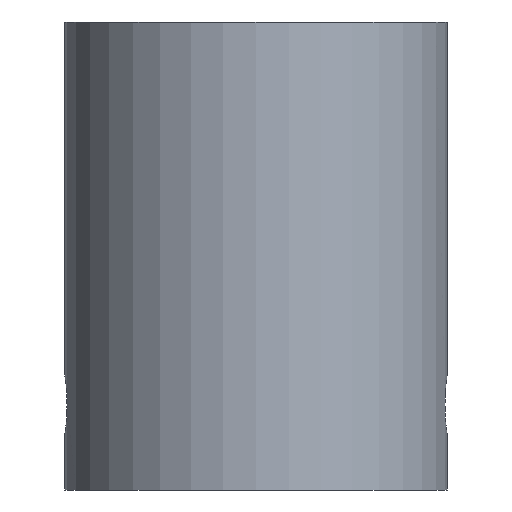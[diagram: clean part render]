
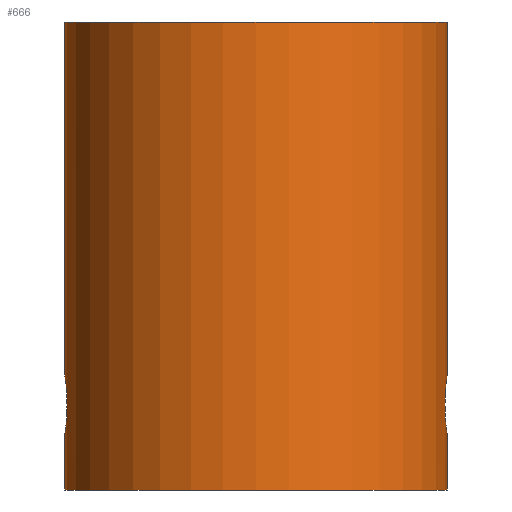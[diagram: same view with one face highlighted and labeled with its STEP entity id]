
A CAD part, left-side view. The second image highlights one B-rep face of the part: STEP entity #666.
In plain terms, the highlighted cylindrical face has radius 22.5 mm (diameter 45 mm), a full revolution.
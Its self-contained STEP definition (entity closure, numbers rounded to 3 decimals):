
#15=B_SPLINE_CURVE_WITH_KNOTS('',3,(#1162,#1163,#1164,#1165,#1166,#1167,
#1168,#1169,#1170,#1171,#1172,#1173,#1174,#1175,#1176,#1177,#1178,#1179,
#1180,#1181,#1182,#1183,#1184,#1185,#1186,#1187,#1188,#1189,#1190,#1191,
#1192,#1193,#1194,#1195),.UNSPECIFIED.,.T.,.F.,(4,2,2,2,2,2,2,2,2,2,2,2,
2,2,2,2,4),(0.,0.142,0.283,0.425,0.566,
0.708,0.849,0.991,1.132,1.274,
1.415,1.557,1.699,1.84,1.982,
2.123,2.265),.UNSPECIFIED.);
#16=B_SPLINE_CURVE_WITH_KNOTS('',3,(#1198,#1199,#1200,#1201,#1202,#1203,
#1204,#1205,#1206,#1207,#1208,#1209,#1210,#1211,#1212,#1213,#1214,#1215),
 .UNSPECIFIED.,.F.,.F.,(4,2,2,2,2,2,2,2,4),(0.,0.142,0.283,
0.425,0.566,0.708,0.849,
0.991,1.132),.UNSPECIFIED.);
#17=B_SPLINE_CURVE_WITH_KNOTS('',3,(#1216,#1217,#1218,#1219,#1220,#1221,
#1222,#1223,#1224,#1225,#1226,#1227,#1228,#1229,#1230,#1231,#1232,#1233),
 .UNSPECIFIED.,.F.,.F.,(4,2,2,2,2,2,2,2,4),(1.132,1.274,
1.415,1.557,1.698,1.84,1.982,
2.123,2.265),.UNSPECIFIED.);
#34=CYLINDRICAL_SURFACE('',#768,22.5);
#49=FACE_BOUND('',#177,.T.);
#50=FACE_BOUND('',#178,.T.);
#95=CIRCLE('',#761,22.5);
#96=CIRCLE('',#763,22.5);
#129=FACE_OUTER_BOUND('',#176,.T.);
#176=EDGE_LOOP('',(#600,#601,#602,#603));
#177=EDGE_LOOP('',(#604));
#178=EDGE_LOOP('',(#605,#606));
#227=LINE('',#1160,#272);
#272=VECTOR('',#969,22.5);
#331=VERTEX_POINT('',#1150);
#332=VERTEX_POINT('',#1153);
#333=VERTEX_POINT('',#1161);
#334=VERTEX_POINT('',#1196);
#335=VERTEX_POINT('',#1197);
#422=EDGE_CURVE('',#331,#331,#95,.T.);
#423=EDGE_CURVE('',#332,#332,#96,.T.);
#424=EDGE_CURVE('',#332,#331,#227,.T.);
#425=EDGE_CURVE('',#333,#333,#15,.T.);
#426=EDGE_CURVE('',#334,#335,#16,.T.);
#427=EDGE_CURVE('',#335,#334,#17,.T.);
#600=ORIENTED_EDGE('',*,*,#423,.F.);
#601=ORIENTED_EDGE('',*,*,#424,.T.);
#602=ORIENTED_EDGE('',*,*,#422,.F.);
#603=ORIENTED_EDGE('',*,*,#424,.F.);
#604=ORIENTED_EDGE('',*,*,#425,.F.);
#605=ORIENTED_EDGE('',*,*,#426,.F.);
#606=ORIENTED_EDGE('',*,*,#427,.F.);
#666=ADVANCED_FACE('',(#129,#49,#50),#34,.T.);
#761=AXIS2_PLACEMENT_3D('',#1151,#953,#954);
#763=AXIS2_PLACEMENT_3D('',#1154,#957,#958);
#768=AXIS2_PLACEMENT_3D('',#1159,#967,#968);
#953=DIRECTION('center_axis',(0.,0.,1.));
#954=DIRECTION('ref_axis',(1.,0.,0.));
#957=DIRECTION('center_axis',(0.,0.,-1.));
#958=DIRECTION('ref_axis',(1.,0.,0.));
#967=DIRECTION('center_axis',(0.,0.,1.));
#968=DIRECTION('ref_axis',(1.,0.,0.));
#969=DIRECTION('',(0.,0.,1.));
#1150=CARTESIAN_POINT('',(-0.959,25.,15.));
#1151=CARTESIAN_POINT('Origin',(21.541,25.,15.));
#1153=CARTESIAN_POINT('',(-0.959,25.,-40.));
#1154=CARTESIAN_POINT('Origin',(21.541,25.,-40.));
#1159=CARTESIAN_POINT('Origin',(21.541,25.,-40.));
#1160=CARTESIAN_POINT('',(-0.959,25.,-40.));
#1161=CARTESIAN_POINT('',(17.941,2.79,-30.));
#1162=CARTESIAN_POINT('Ctrl Pts',(17.941,2.79,-30.));
#1163=CARTESIAN_POINT('Ctrl Pts',(17.941,2.79,-30.472));
#1164=CARTESIAN_POINT('Ctrl Pts',(18.035,2.774,-30.974));
#1165=CARTESIAN_POINT('Ctrl Pts',(18.418,2.717,-31.898));
#1166=CARTESIAN_POINT('Ctrl Pts',(18.707,2.677,-32.319));
#1167=CARTESIAN_POINT('Ctrl Pts',(19.372,2.602,-32.984));
#1168=CARTESIAN_POINT('Ctrl Pts',(19.793,2.563,-33.273));
#1169=CARTESIAN_POINT('Ctrl Pts',(20.717,2.51,-33.656));
#1170=CARTESIAN_POINT('Ctrl Pts',(21.219,2.497,-33.75));
#1171=CARTESIAN_POINT('Ctrl Pts',(22.163,2.504,-33.75));
#1172=CARTESIAN_POINT('Ctrl Pts',(22.665,2.523,-33.655));
#1173=CARTESIAN_POINT('Ctrl Pts',(23.589,2.589,-33.272));
#1174=CARTESIAN_POINT('Ctrl Pts',(24.01,2.633,-32.984));
#1175=CARTESIAN_POINT('Ctrl Pts',(24.675,2.717,-32.319));
#1176=CARTESIAN_POINT('Ctrl Pts',(24.963,2.761,-31.898));
#1177=CARTESIAN_POINT('Ctrl Pts',(25.346,2.823,-30.974));
#1178=CARTESIAN_POINT('Ctrl Pts',(25.441,2.841,-30.472));
#1179=CARTESIAN_POINT('Ctrl Pts',(25.441,2.841,-29.528));
#1180=CARTESIAN_POINT('Ctrl Pts',(25.346,2.823,-29.026));
#1181=CARTESIAN_POINT('Ctrl Pts',(24.963,2.761,-28.102));
#1182=CARTESIAN_POINT('Ctrl Pts',(24.675,2.717,-27.681));
#1183=CARTESIAN_POINT('Ctrl Pts',(24.01,2.633,-27.016));
#1184=CARTESIAN_POINT('Ctrl Pts',(23.589,2.589,-26.728));
#1185=CARTESIAN_POINT('Ctrl Pts',(22.665,2.523,-26.345));
#1186=CARTESIAN_POINT('Ctrl Pts',(22.163,2.504,-26.25));
#1187=CARTESIAN_POINT('Ctrl Pts',(21.219,2.497,-26.25));
#1188=CARTESIAN_POINT('Ctrl Pts',(20.717,2.51,-26.344));
#1189=CARTESIAN_POINT('Ctrl Pts',(19.793,2.563,-26.727));
#1190=CARTESIAN_POINT('Ctrl Pts',(19.372,2.602,-27.016));
#1191=CARTESIAN_POINT('Ctrl Pts',(18.707,2.677,-27.681));
#1192=CARTESIAN_POINT('Ctrl Pts',(18.418,2.717,-28.102));
#1193=CARTESIAN_POINT('Ctrl Pts',(18.035,2.774,-29.026));
#1194=CARTESIAN_POINT('Ctrl Pts',(17.941,2.79,-29.528));
#1195=CARTESIAN_POINT('Ctrl Pts',(17.941,2.79,-30.));
#1196=CARTESIAN_POINT('',(25.441,47.159,-30.));
#1197=CARTESIAN_POINT('',(17.941,47.21,-30.));
#1198=CARTESIAN_POINT('Ctrl Pts',(25.441,47.159,-30.));
#1199=CARTESIAN_POINT('Ctrl Pts',(25.441,47.159,-30.472));
#1200=CARTESIAN_POINT('Ctrl Pts',(25.346,47.177,-30.974));
#1201=CARTESIAN_POINT('Ctrl Pts',(24.963,47.239,-31.898));
#1202=CARTESIAN_POINT('Ctrl Pts',(24.675,47.283,-32.319));
#1203=CARTESIAN_POINT('Ctrl Pts',(24.01,47.367,-32.984));
#1204=CARTESIAN_POINT('Ctrl Pts',(23.589,47.411,-33.272));
#1205=CARTESIAN_POINT('Ctrl Pts',(22.665,47.477,-33.655));
#1206=CARTESIAN_POINT('Ctrl Pts',(22.163,47.496,-33.75));
#1207=CARTESIAN_POINT('Ctrl Pts',(21.219,47.503,-33.75));
#1208=CARTESIAN_POINT('Ctrl Pts',(20.717,47.49,-33.656));
#1209=CARTESIAN_POINT('Ctrl Pts',(19.793,47.437,-33.273));
#1210=CARTESIAN_POINT('Ctrl Pts',(19.372,47.398,-32.984));
#1211=CARTESIAN_POINT('Ctrl Pts',(18.707,47.323,-32.319));
#1212=CARTESIAN_POINT('Ctrl Pts',(18.418,47.283,-31.898));
#1213=CARTESIAN_POINT('Ctrl Pts',(18.035,47.226,-30.974));
#1214=CARTESIAN_POINT('Ctrl Pts',(17.941,47.21,-30.472));
#1215=CARTESIAN_POINT('Ctrl Pts',(17.941,47.21,-30.));
#1216=CARTESIAN_POINT('Ctrl Pts',(17.941,47.21,-30.));
#1217=CARTESIAN_POINT('Ctrl Pts',(17.941,47.21,-29.528));
#1218=CARTESIAN_POINT('Ctrl Pts',(18.035,47.226,-29.026));
#1219=CARTESIAN_POINT('Ctrl Pts',(18.418,47.283,-28.102));
#1220=CARTESIAN_POINT('Ctrl Pts',(18.707,47.323,-27.681));
#1221=CARTESIAN_POINT('Ctrl Pts',(19.372,47.398,-27.016));
#1222=CARTESIAN_POINT('Ctrl Pts',(19.793,47.437,-26.727));
#1223=CARTESIAN_POINT('Ctrl Pts',(20.717,47.49,-26.344));
#1224=CARTESIAN_POINT('Ctrl Pts',(21.219,47.503,-26.25));
#1225=CARTESIAN_POINT('Ctrl Pts',(22.163,47.496,-26.25));
#1226=CARTESIAN_POINT('Ctrl Pts',(22.665,47.477,-26.345));
#1227=CARTESIAN_POINT('Ctrl Pts',(23.589,47.411,-26.728));
#1228=CARTESIAN_POINT('Ctrl Pts',(24.01,47.367,-27.016));
#1229=CARTESIAN_POINT('Ctrl Pts',(24.675,47.283,-27.681));
#1230=CARTESIAN_POINT('Ctrl Pts',(24.963,47.239,-28.102));
#1231=CARTESIAN_POINT('Ctrl Pts',(25.346,47.177,-29.026));
#1232=CARTESIAN_POINT('Ctrl Pts',(25.441,47.159,-29.528));
#1233=CARTESIAN_POINT('Ctrl Pts',(25.441,47.159,-30.));
